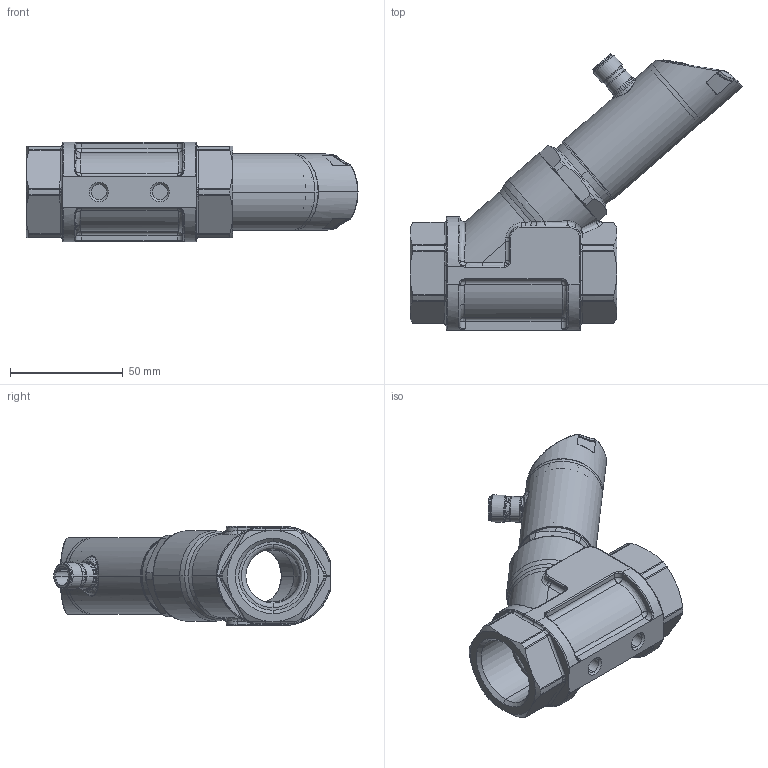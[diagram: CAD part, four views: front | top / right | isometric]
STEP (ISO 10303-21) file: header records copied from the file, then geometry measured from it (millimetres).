
FILE_DESCRIPTION (( 'STEP AP214' ), '1' );
FILE_NAME ('FSC1-00-42-27H.STEP', '2024-04-30T11:22:17', ( '' ), ( '' ), 'SwSTEP 2.0', 'SolidWorks 2021', '' );
FILE_SCHEMA (( 'AUTOMOTIVE_DESIGN' ));
Length unit declared in the file: inch
Products named in the file (1): FSC1-00-42-27H
Bounding box: 146.92 x 122.3 x 44 mm (x, y, z)
Volume: 113814.3 mm3; surface area: 61445.2 mm2
Topology: 14 solids, 14 shells, 2242 faces, 5957 edges, 3730 vertices
Faces by surface type: cylinder 798, bspline 615, plane 592, cone 227, torus 10
Entity records: 97607 total; most frequent: CARTESIAN_POINT 48303, ORIENTED_EDGE 11850, DIRECTION 8193, EDGE_CURVE 5925, VERTEX_POINT 3730, AXIS2_PLACEMENT_3D 3047, EDGE_LOOP 2309, FACE_OUTER_BOUND 2242
